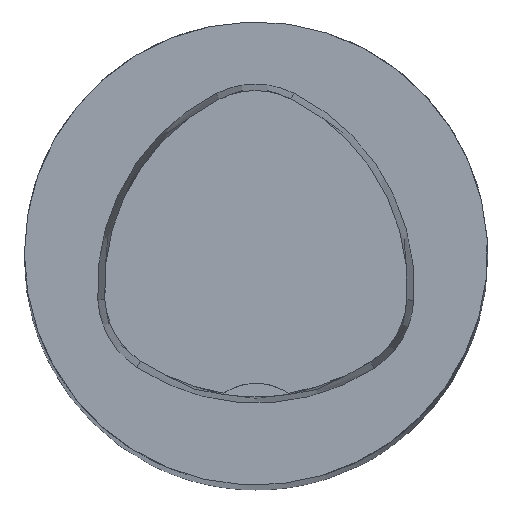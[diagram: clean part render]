
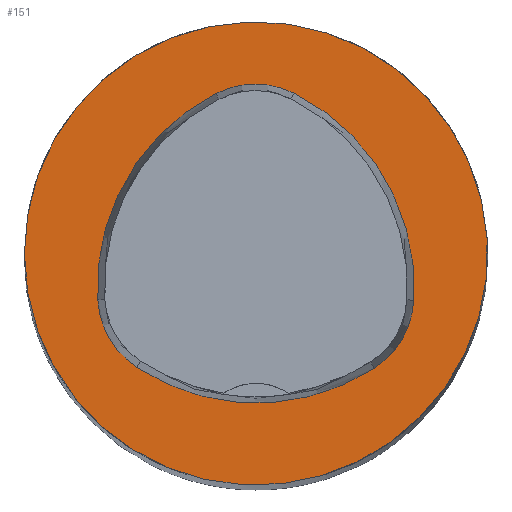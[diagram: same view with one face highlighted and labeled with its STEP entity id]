
A CAD part, top view. The second image highlights one B-rep face of the part: STEP entity #151.
In plain terms, the highlighted planar face has unit normal (0, 0, 1).
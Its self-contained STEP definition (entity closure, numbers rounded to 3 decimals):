
#55=CIRCLE('',#1248,16.);
#56=CIRCLE('',#1254,15.);
#58=CIRCLE('',#1257,6.);
#60=CIRCLE('',#1260,15.);
#62=CIRCLE('',#1263,6.);
#66=CIRCLE('',#1268,15.);
#68=CIRCLE('',#1271,6.);
#132=FACE_BOUND('',#333,.T.);
#133=FACE_BOUND('',#334,.T.);
#151=ADVANCED_FACE('',(#132,#133),#211,.T.);
#211=PLANE('',#1276);
#333=EDGE_LOOP('',(#503,#504,#505,#506,#507,#508));
#334=EDGE_LOOP('',(#509));
#503=ORIENTED_EDGE('',*,*,#914,.T.);
#504=ORIENTED_EDGE('',*,*,#894,.T.);
#505=ORIENTED_EDGE('',*,*,#898,.T.);
#506=ORIENTED_EDGE('',*,*,#901,.T.);
#507=ORIENTED_EDGE('',*,*,#904,.T.);
#508=ORIENTED_EDGE('',*,*,#912,.T.);
#509=ORIENTED_EDGE('',*,*,#875,.F.);
#764=VERTEX_POINT('',#1764);
#781=VERTEX_POINT('',#1837);
#782=VERTEX_POINT('',#1838);
#785=VERTEX_POINT('',#1846);
#787=VERTEX_POINT('',#1852);
#789=VERTEX_POINT('',#1858);
#796=VERTEX_POINT('',#1879);
#875=EDGE_CURVE('',#764,#764,#55,.T.);
#894=EDGE_CURVE('',#781,#782,#56,.T.);
#898=EDGE_CURVE('',#782,#785,#58,.T.);
#901=EDGE_CURVE('',#785,#787,#60,.T.);
#904=EDGE_CURVE('',#787,#789,#62,.T.);
#912=EDGE_CURVE('',#789,#796,#66,.T.);
#914=EDGE_CURVE('',#796,#781,#68,.T.);
#1248=AXIS2_PLACEMENT_3D('',#1763,#1390,#1391);
#1254=AXIS2_PLACEMENT_3D('',#1836,#1412,#1413);
#1257=AXIS2_PLACEMENT_3D('',#1845,#1420,#1421);
#1260=AXIS2_PLACEMENT_3D('',#1851,#1427,#1428);
#1263=AXIS2_PLACEMENT_3D('',#1857,#1434,#1435);
#1268=AXIS2_PLACEMENT_3D('',#1880,#1446,#1447);
#1271=AXIS2_PLACEMENT_3D('',#1883,#1452,#1453);
#1276=AXIS2_PLACEMENT_3D('',#1888,#1462,#1463);
#1390=DIRECTION('',(0.,0.,-1.));
#1391=DIRECTION('',(-1.,0.,0.));
#1412=DIRECTION('',(0.,0.,-1.));
#1413=DIRECTION('',(-1.,0.,0.));
#1420=DIRECTION('',(0.,0.,-1.));
#1421=DIRECTION('',(-1.,0.,0.));
#1427=DIRECTION('',(0.,0.,-1.));
#1428=DIRECTION('',(-1.,0.,0.));
#1434=DIRECTION('',(0.,0.,-1.));
#1435=DIRECTION('',(-1.,0.,0.));
#1446=DIRECTION('',(0.,0.,-1.));
#1447=DIRECTION('',(-1.,0.,0.));
#1452=DIRECTION('',(0.,0.,-1.));
#1453=DIRECTION('',(-1.,0.,0.));
#1462=DIRECTION('',(0.,0.,1.));
#1463=DIRECTION('',(-1.,0.,0.));
#1763=CARTESIAN_POINT('',(0.,0.,0.));
#1764=CARTESIAN_POINT('',(-16.,0.,0.));
#1836=CARTESIAN_POINT('',(4.048,-2.316,0.));
#1837=CARTESIAN_POINT('',(-10.926,-3.206,0.));
#1838=CARTESIAN_POINT('',(-2.774,11.043,0.));
#1845=CARTESIAN_POINT('',(-0.045,5.7,0.));
#1846=CARTESIAN_POINT('',(2.638,11.066,0.));
#1851=CARTESIAN_POINT('',(-4.07,-2.35,0.));
#1852=CARTESIAN_POINT('',(10.903,-3.249,0.));
#1857=CARTESIAN_POINT('',(4.914,-2.889,0.));
#1858=CARTESIAN_POINT('',(8.177,-7.924,0.));
#1879=CARTESIAN_POINT('',(-8.24,-7.859,0.));
#1880=CARTESIAN_POINT('',(0.019,4.663,0.));
#1883=CARTESIAN_POINT('',(-4.936,-2.85,0.));
#1888=CARTESIAN_POINT('',(0.,0.,0.));
